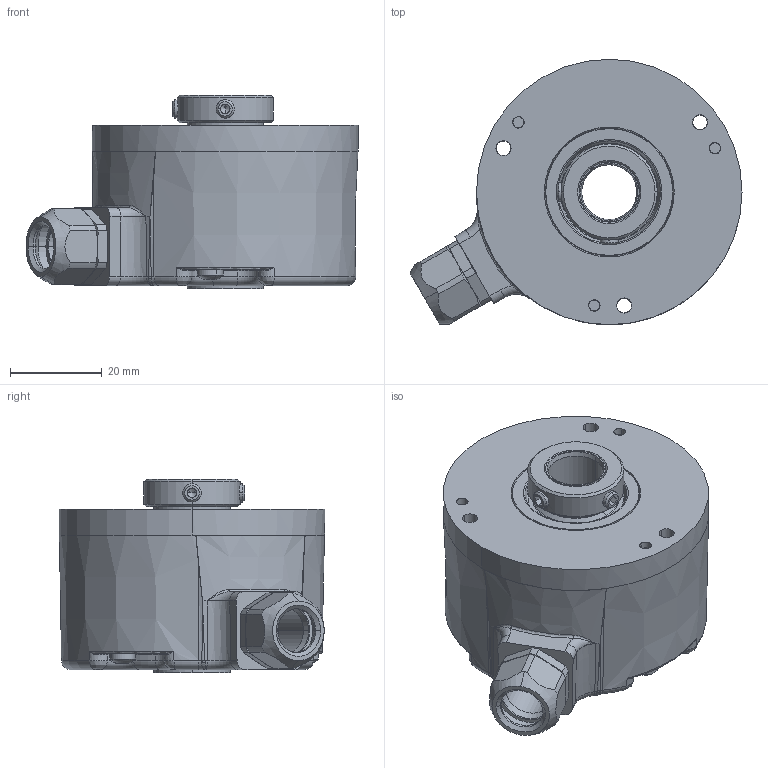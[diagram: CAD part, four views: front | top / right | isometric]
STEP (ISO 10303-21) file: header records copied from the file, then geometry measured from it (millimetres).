
FILE_DESCRIPTION((''),'2;1');
FILE_NAME('516176','2010-10-14T',('se2802'),(''),'PRO/ENGINEER BY PARAMETRIC TECHNOLOGY CORPORATION, 2010180','PRO/ENGINEER BY PARAMETRIC TECHNOLOGY CORPORATION, 2010180','');
FILE_SCHEMA(('CONFIG_CONTROL_DESIGN'));
Length unit declared in the file: millimetre
Products named in the file (1): 516176
Bounding box: 72.52 x 58 x 42.3 mm (x, y, z)
Volume: 54816.6 mm3; surface area: 36396.3 mm2
Topology: 1 solids, 1 shells, 973 faces, 2633 edges, 1632 vertices
Faces by surface type: cylinder 318, plane 268, cone 154, torus 147, bspline 78, sphere 8
Entity records: 38121 total; most frequent: CARTESIAN_POINT 13461, DIRECTION 5348, ORIENTED_EDGE 5254, EDGE_CURVE 2627, AXIS2_PLACEMENT_3D 2171, VERTEX_POINT 1632, CIRCLE 1276, EDGE_LOOP 1039
